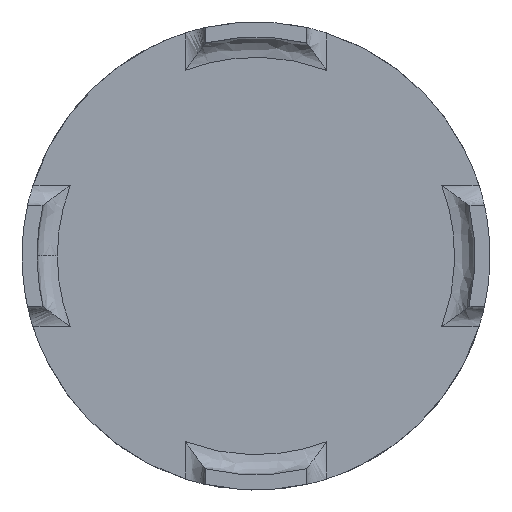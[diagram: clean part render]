
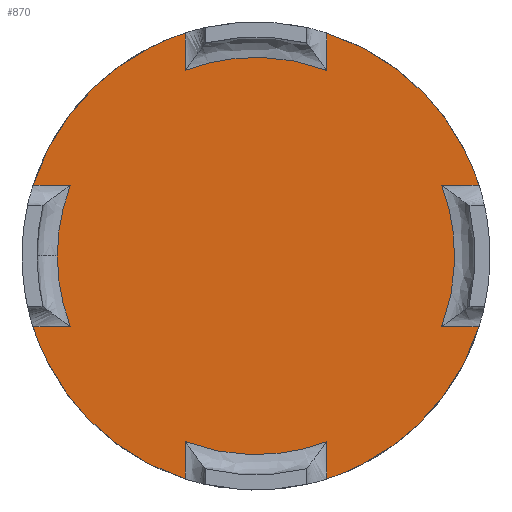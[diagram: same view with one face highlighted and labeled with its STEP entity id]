
A CAD part, top view. The second image highlights one B-rep face of the part: STEP entity #870.
In plain terms, the highlighted free-form (B-spline) face has degree [1, 1] with [2, 2] control points.
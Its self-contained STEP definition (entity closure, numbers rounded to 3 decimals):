
#163 = VERTEX_POINT('',#164);
#164 = CARTESIAN_POINT('',(-9.67,3.676,0.));
#179 = EDGE_CURVE('',#163,#180,#182,.T.);
#180 = VERTEX_POINT('',#181);
#181 = CARTESIAN_POINT('',(-10.345,0.,0.));
#182 = ( BOUNDED_CURVE() B_SPLINE_CURVE(2,(#183,#184,#185),
.UNSPECIFIED.,.F.,.F.) B_SPLINE_CURVE_WITH_KNOTS((3,3),(5.92,
6.283),.PIECEWISE_BEZIER_KNOTS.) CURVE() 
GEOMETRIC_REPRESENTATION_ITEM() RATIONAL_B_SPLINE_CURVE((1.,
0.984,1.)) REPRESENTATION_ITEM('') );
#183 = CARTESIAN_POINT('',(-9.67,3.676,0.));
#184 = CARTESIAN_POINT('',(-10.345,1.9,0.));
#185 = CARTESIAN_POINT('',(-10.345,0.,0.));
#284 = VERTEX_POINT('',#285);
#285 = CARTESIAN_POINT('',(-11.615,3.676,0.));
#298 = EDGE_CURVE('',#284,#299,#301,.T.);
#299 = VERTEX_POINT('',#300);
#300 = CARTESIAN_POINT('',(-3.676,11.615,0.));
#301 = ( BOUNDED_CURVE() B_SPLINE_CURVE(2,(#302,#303,#304),
.UNSPECIFIED.,.F.,.F.) B_SPLINE_CURVE_WITH_KNOTS((3,3),(0.307,
1.264),.PIECEWISE_BEZIER_KNOTS.) CURVE() 
GEOMETRIC_REPRESENTATION_ITEM() RATIONAL_B_SPLINE_CURVE((1.,
0.888,1.)) REPRESENTATION_ITEM('') );
#302 = CARTESIAN_POINT('',(-11.615,3.676,0.));
#303 = CARTESIAN_POINT('',(-9.706,9.706,0.));
#304 = CARTESIAN_POINT('',(-3.676,11.615,0.));
#342 = VERTEX_POINT('',#343);
#343 = CARTESIAN_POINT('',(3.676,11.615,0.));
#356 = EDGE_CURVE('',#342,#357,#359,.T.);
#357 = VERTEX_POINT('',#358);
#358 = CARTESIAN_POINT('',(11.615,3.676,0.));
#359 = ( BOUNDED_CURVE() B_SPLINE_CURVE(2,(#360,#361,#362),
.UNSPECIFIED.,.F.,.F.) B_SPLINE_CURVE_WITH_KNOTS((3,3),(1.877,
2.835),.PIECEWISE_BEZIER_KNOTS.) CURVE() 
GEOMETRIC_REPRESENTATION_ITEM() RATIONAL_B_SPLINE_CURVE((1.,
0.888,1.)) REPRESENTATION_ITEM('') );
#360 = CARTESIAN_POINT('',(3.676,11.615,0.));
#361 = CARTESIAN_POINT('',(9.706,9.706,0.));
#362 = CARTESIAN_POINT('',(11.615,3.676,0.));
#510 = VERTEX_POINT('',#511);
#511 = CARTESIAN_POINT('',(11.615,-3.676,0.));
#524 = EDGE_CURVE('',#510,#525,#527,.T.);
#525 = VERTEX_POINT('',#526);
#526 = CARTESIAN_POINT('',(3.676,-11.615,0.));
#527 = ( BOUNDED_CURVE() B_SPLINE_CURVE(2,(#528,#529,#530),
.UNSPECIFIED.,.F.,.F.) B_SPLINE_CURVE_WITH_KNOTS((3,3),(3.448,
4.406),.PIECEWISE_BEZIER_KNOTS.) CURVE() 
GEOMETRIC_REPRESENTATION_ITEM() RATIONAL_B_SPLINE_CURVE((1.,
0.888,1.)) REPRESENTATION_ITEM('') );
#528 = CARTESIAN_POINT('',(11.615,-3.676,0.));
#529 = CARTESIAN_POINT('',(9.706,-9.706,0.));
#530 = CARTESIAN_POINT('',(3.676,-11.615,0.));
#568 = VERTEX_POINT('',#569);
#569 = CARTESIAN_POINT('',(-3.676,-11.615,0.));
#582 = EDGE_CURVE('',#568,#583,#585,.T.);
#583 = VERTEX_POINT('',#584);
#584 = CARTESIAN_POINT('',(-11.615,-3.676,0.));
#585 = ( BOUNDED_CURVE() B_SPLINE_CURVE(2,(#586,#587,#588),
.UNSPECIFIED.,.F.,.F.) B_SPLINE_CURVE_WITH_KNOTS((3,3),(5.019,
5.977),.PIECEWISE_BEZIER_KNOTS.) CURVE() 
GEOMETRIC_REPRESENTATION_ITEM() RATIONAL_B_SPLINE_CURVE((1.,
0.888,1.)) REPRESENTATION_ITEM('') );
#586 = CARTESIAN_POINT('',(-3.676,-11.615,0.));
#587 = CARTESIAN_POINT('',(-9.706,-9.706,0.));
#588 = CARTESIAN_POINT('',(-11.615,-3.676,0.));
#870 = ADVANCED_FACE('',(#871),#956,.F.);
#871 = FACE_BOUND('',#872,.T.);
#872 = EDGE_LOOP('',(#873,#874,#882,#887,#888,#895,#903,#908,#909,#916,
    #924,#929,#930,#937,#945,#950,#951));
#873 = ORIENTED_EDGE('',*,*,#179,.T.);
#874 = ORIENTED_EDGE('',*,*,#875,.T.);
#875 = EDGE_CURVE('',#180,#876,#878,.T.);
#876 = VERTEX_POINT('',#877);
#877 = CARTESIAN_POINT('',(-9.67,-3.676,0.));
#878 = ( BOUNDED_CURVE() B_SPLINE_CURVE(2,(#879,#880,#881),
.UNSPECIFIED.,.F.,.F.) B_SPLINE_CURVE_WITH_KNOTS((3,3),(0.,
0.363),.PIECEWISE_BEZIER_KNOTS.) CURVE() 
GEOMETRIC_REPRESENTATION_ITEM() RATIONAL_B_SPLINE_CURVE((1.,
0.984,1.)) REPRESENTATION_ITEM('') );
#879 = CARTESIAN_POINT('',(-10.345,0.,0.));
#880 = CARTESIAN_POINT('',(-10.345,-1.9,0.));
#881 = CARTESIAN_POINT('',(-9.67,-3.676,0.));
#882 = ORIENTED_EDGE('',*,*,#883,.T.);
#883 = EDGE_CURVE('',#876,#583,#884,.T.);
#884 = B_SPLINE_CURVE_WITH_KNOTS('',1,(#885,#886),.UNSPECIFIED.,.F.,.F.,
  (2,2),(9.207,11.059),.PIECEWISE_BEZIER_KNOTS.);
#885 = CARTESIAN_POINT('',(-9.67,-3.676,0.));
#886 = CARTESIAN_POINT('',(-11.615,-3.676,0.));
#887 = ORIENTED_EDGE('',*,*,#582,.F.);
#888 = ORIENTED_EDGE('',*,*,#889,.T.);
#889 = EDGE_CURVE('',#568,#890,#892,.T.);
#890 = VERTEX_POINT('',#891);
#891 = CARTESIAN_POINT('',(-3.676,-9.67,0.));
#892 = B_SPLINE_CURVE_WITH_KNOTS('',1,(#893,#894),.UNSPECIFIED.,.F.,.F.,
  (2,2),(-11.059,-9.207),.PIECEWISE_BEZIER_KNOTS.);
#893 = CARTESIAN_POINT('',(-3.676,-11.615,0.));
#894 = CARTESIAN_POINT('',(-3.676,-9.67,0.));
#895 = ORIENTED_EDGE('',*,*,#896,.T.);
#896 = EDGE_CURVE('',#890,#897,#899,.T.);
#897 = VERTEX_POINT('',#898);
#898 = CARTESIAN_POINT('',(3.676,-9.67,0.));
#899 = ( BOUNDED_CURVE() B_SPLINE_CURVE(2,(#900,#901,#902),
.UNSPECIFIED.,.F.,.F.) B_SPLINE_CURVE_WITH_KNOTS((3,3),(1.208,
1.934),.PIECEWISE_BEZIER_KNOTS.) CURVE() 
GEOMETRIC_REPRESENTATION_ITEM() RATIONAL_B_SPLINE_CURVE((1.,
0.935,1.)) REPRESENTATION_ITEM('') );
#900 = CARTESIAN_POINT('',(-3.676,-9.67,0.));
#901 = CARTESIAN_POINT('',(0.,-11.067,0.));
#902 = CARTESIAN_POINT('',(3.676,-9.67,0.));
#903 = ORIENTED_EDGE('',*,*,#904,.T.);
#904 = EDGE_CURVE('',#897,#525,#905,.T.);
#905 = B_SPLINE_CURVE_WITH_KNOTS('',1,(#906,#907),.UNSPECIFIED.,.F.,.F.,
  (2,2),(9.207,11.059),.PIECEWISE_BEZIER_KNOTS.);
#906 = CARTESIAN_POINT('',(3.676,-9.67,0.));
#907 = CARTESIAN_POINT('',(3.676,-11.615,0.));
#908 = ORIENTED_EDGE('',*,*,#524,.F.);
#909 = ORIENTED_EDGE('',*,*,#910,.T.);
#910 = EDGE_CURVE('',#510,#911,#913,.T.);
#911 = VERTEX_POINT('',#912);
#912 = CARTESIAN_POINT('',(9.67,-3.676,0.));
#913 = B_SPLINE_CURVE_WITH_KNOTS('',1,(#914,#915),.UNSPECIFIED.,.F.,.F.,
  (2,2),(-11.059,-9.207),.PIECEWISE_BEZIER_KNOTS.);
#914 = CARTESIAN_POINT('',(11.615,-3.676,0.));
#915 = CARTESIAN_POINT('',(9.67,-3.676,0.));
#916 = ORIENTED_EDGE('',*,*,#917,.T.);
#917 = EDGE_CURVE('',#911,#918,#920,.T.);
#918 = VERTEX_POINT('',#919);
#919 = CARTESIAN_POINT('',(9.67,3.676,0.));
#920 = ( BOUNDED_CURVE() B_SPLINE_CURVE(2,(#921,#922,#923),
.UNSPECIFIED.,.F.,.F.) B_SPLINE_CURVE_WITH_KNOTS((3,3),(2.778,
3.505),.PIECEWISE_BEZIER_KNOTS.) CURVE() 
GEOMETRIC_REPRESENTATION_ITEM() RATIONAL_B_SPLINE_CURVE((1.,
0.935,1.)) REPRESENTATION_ITEM('') );
#921 = CARTESIAN_POINT('',(9.67,-3.676,0.));
#922 = CARTESIAN_POINT('',(11.067,0.,0.));
#923 = CARTESIAN_POINT('',(9.67,3.676,0.));
#924 = ORIENTED_EDGE('',*,*,#925,.T.);
#925 = EDGE_CURVE('',#918,#357,#926,.T.);
#926 = B_SPLINE_CURVE_WITH_KNOTS('',1,(#927,#928),.UNSPECIFIED.,.F.,.F.,
  (2,2),(9.207,11.059),.PIECEWISE_BEZIER_KNOTS.);
#927 = CARTESIAN_POINT('',(9.67,3.676,0.));
#928 = CARTESIAN_POINT('',(11.615,3.676,0.));
#929 = ORIENTED_EDGE('',*,*,#356,.F.);
#930 = ORIENTED_EDGE('',*,*,#931,.T.);
#931 = EDGE_CURVE('',#342,#932,#934,.T.);
#932 = VERTEX_POINT('',#933);
#933 = CARTESIAN_POINT('',(3.676,9.67,0.));
#934 = B_SPLINE_CURVE_WITH_KNOTS('',1,(#935,#936),.UNSPECIFIED.,.F.,.F.,
  (2,2),(-11.059,-9.207),.PIECEWISE_BEZIER_KNOTS.);
#935 = CARTESIAN_POINT('',(3.676,11.615,0.));
#936 = CARTESIAN_POINT('',(3.676,9.67,0.));
#937 = ORIENTED_EDGE('',*,*,#938,.T.);
#938 = EDGE_CURVE('',#932,#939,#941,.T.);
#939 = VERTEX_POINT('',#940);
#940 = CARTESIAN_POINT('',(-3.676,9.67,0.));
#941 = ( BOUNDED_CURVE() B_SPLINE_CURVE(2,(#942,#943,#944),
.UNSPECIFIED.,.F.,.F.) B_SPLINE_CURVE_WITH_KNOTS((3,3),(4.349,
5.076),.PIECEWISE_BEZIER_KNOTS.) CURVE() 
GEOMETRIC_REPRESENTATION_ITEM() RATIONAL_B_SPLINE_CURVE((1.,
0.935,1.)) REPRESENTATION_ITEM('') );
#942 = CARTESIAN_POINT('',(3.676,9.67,0.));
#943 = CARTESIAN_POINT('',(0.,11.067,0.));
#944 = CARTESIAN_POINT('',(-3.676,9.67,0.));
#945 = ORIENTED_EDGE('',*,*,#946,.T.);
#946 = EDGE_CURVE('',#939,#299,#947,.T.);
#947 = B_SPLINE_CURVE_WITH_KNOTS('',1,(#948,#949),.UNSPECIFIED.,.F.,.F.,
  (2,2),(9.207,11.059),.PIECEWISE_BEZIER_KNOTS.);
#948 = CARTESIAN_POINT('',(-3.676,9.67,0.));
#949 = CARTESIAN_POINT('',(-3.676,11.615,0.));
#950 = ORIENTED_EDGE('',*,*,#298,.F.);
#951 = ORIENTED_EDGE('',*,*,#952,.T.);
#952 = EDGE_CURVE('',#284,#163,#953,.T.);
#953 = B_SPLINE_CURVE_WITH_KNOTS('',1,(#954,#955),.UNSPECIFIED.,.F.,.F.,
  (2,2),(-11.059,-9.207),.PIECEWISE_BEZIER_KNOTS.);
#954 = CARTESIAN_POINT('',(-11.615,3.676,0.));
#955 = CARTESIAN_POINT('',(-9.67,3.676,0.));
#956 = B_SPLINE_SURFACE_WITH_KNOTS('',1,1,(
    (#957,#958)
    ,(#959,#960
    )),.UNSPECIFIED.,.F.,.F.,.F.,(2,2),(2,2),(-11.059,
    11.059),(-11.059,11.059),
  .PIECEWISE_BEZIER_KNOTS.);
#957 = CARTESIAN_POINT('',(11.615,-11.615,0.));
#958 = CARTESIAN_POINT('',(11.615,11.615,0.));
#959 = CARTESIAN_POINT('',(-11.615,-11.615,0.));
#960 = CARTESIAN_POINT('',(-11.615,11.615,0.));
